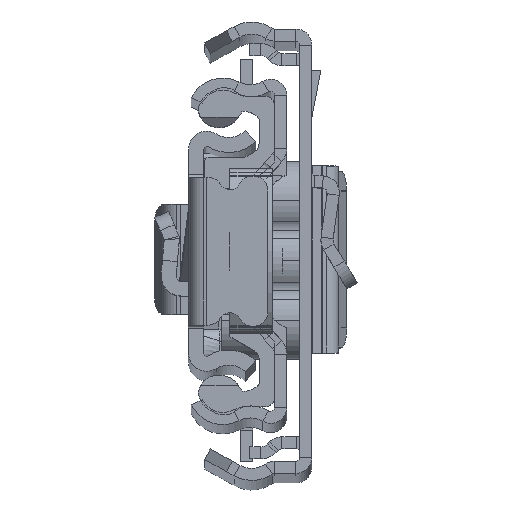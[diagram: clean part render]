
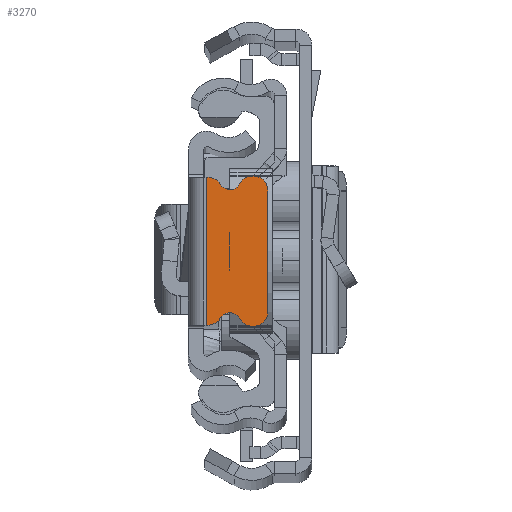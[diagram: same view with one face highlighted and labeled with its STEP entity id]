
A CAD part, top view. The second image highlights one B-rep face of the part: STEP entity #3270.
In plain terms, the highlighted planar face has unit normal (0, 0, 1).
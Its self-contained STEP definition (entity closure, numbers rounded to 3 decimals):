
#303 = VECTOR ( 'NONE', #26478, 1000. ) ;
#659 = DIRECTION ( 'NONE',  ( -1., 0., 0. ) ) ;
#673 = CIRCLE ( 'NONE', #15720, 1.1 ) ;
#1142 = EDGE_CURVE ( 'NONE', #19728, #19701, #9830, .T. ) ;
#1671 = CARTESIAN_POINT ( 'NONE',  ( -1.75, -7.37, 0. ) ) ;
#1777 = ORIENTED_EDGE ( 'NONE', *, *, #23915, .T. ) ;
#1869 = DIRECTION ( 'NONE',  ( 1., 0., 0. ) ) ;
#2143 = CARTESIAN_POINT ( 'NONE',  ( -1.929, -5.87, 0. ) ) ;
#2261 = CARTESIAN_POINT ( 'NONE',  ( -7.929, 6., 0. ) ) ;
#2849 = DIRECTION ( 'NONE',  ( -1., 0., 0. ) ) ;
#3270 = ADVANCED_FACE ( 'NONE', ( #18854 ), #19388, .T. ) ;
#3602 = ORIENTED_EDGE ( 'NONE', *, *, #9406, .T. ) ;
#3624 = DIRECTION ( 'NONE',  ( 0., 0., 1. ) ) ;
#3731 = ORIENTED_EDGE ( 'NONE', *, *, #16033, .F. ) ;
#3754 = DIRECTION ( 'NONE',  ( 1., 0., 0. ) ) ;
#3807 = VECTOR ( 'NONE', #18596, 1000. ) ;
#4173 = EDGE_CURVE ( 'NONE', #9542, #7932, #24934, .T. ) ;
#4764 = DIRECTION ( 'NONE',  ( 1., 0., 0. ) ) ;
#5834 = VERTEX_POINT ( 'NONE', #26179 ) ;
#5913 = EDGE_CURVE ( 'NONE', #24344, #9542, #17112, .T. ) ;
#6750 = VECTOR ( 'NONE', #18444, 1000. ) ;
#6936 = ORIENTED_EDGE ( 'NONE', *, *, #1142, .F. ) ;
#7763 = EDGE_LOOP ( 'NONE', ( #6936, #3731, #3602, #8428, #8502, #17841, #16768, #8129, #1777, #12997 ) ) ;
#7932 = VERTEX_POINT ( 'NONE', #9387 ) ;
#8046 = VECTOR ( 'NONE', #22248, 1000. ) ;
#8129 = ORIENTED_EDGE ( 'NONE', *, *, #9937, .T. ) ;
#8428 = ORIENTED_EDGE ( 'NONE', *, *, #23082, .T. ) ;
#8502 = ORIENTED_EDGE ( 'NONE', *, *, #5913, .T. ) ;
#8635 = VERTEX_POINT ( 'NONE', #19044 ) ;
#8874 = DIRECTION ( 'NONE',  ( 0., 0., 1. ) ) ;
#8933 = AXIS2_PLACEMENT_3D ( 'NONE', #16850, #25059, #4764 ) ;
#9387 = CARTESIAN_POINT ( 'NONE',  ( -7.929, -6., 0. ) ) ;
#9406 = EDGE_CURVE ( 'NONE', #18968, #8635, #22344, .T. ) ;
#9542 = VERTEX_POINT ( 'NONE', #2261 ) ;
#9797 = CARTESIAN_POINT ( 'NONE',  ( -5.109, 6.713, 0. ) ) ;
#9830 = LINE ( 'NONE', #18005, #303 ) ;
#9937 = EDGE_CURVE ( 'NONE', #12489, #5834, #18533, .T. ) ;
#10141 = CARTESIAN_POINT ( 'NONE',  ( -1.929, 7.37, 0. ) ) ;
#11168 = CARTESIAN_POINT ( 'NONE',  ( -1.929, 5.87, 0. ) ) ;
#12054 = CARTESIAN_POINT ( 'NONE',  ( -4.142, -7.236, 0. ) ) ;
#12452 = DIRECTION ( 'NONE',  ( 0., 0., -1. ) ) ;
#12489 = VERTEX_POINT ( 'NONE', #21635 ) ;
#12938 = VERTEX_POINT ( 'NONE', #16086 ) ;
#12997 = ORIENTED_EDGE ( 'NONE', *, *, #15559, .F. ) ;
#13507 = EDGE_CURVE ( 'NONE', #7932, #12489, #21078, .T. ) ;
#13893 = LINE ( 'NONE', #10141, #6750 ) ;
#13976 = CARTESIAN_POINT ( 'NONE',  ( -4.142, 7.236, 0. ) ) ;
#14256 = AXIS2_PLACEMENT_3D ( 'NONE', #12054, #12452, #18217 ) ;
#14993 = AXIS2_PLACEMENT_3D ( 'NONE', #15229, #17099, #2849 ) ;
#15229 = CARTESIAN_POINT ( 'NONE',  ( -6.429, 6., 0. ) ) ;
#15559 = EDGE_CURVE ( 'NONE', #19701, #12938, #16202, .T. ) ;
#15720 = AXIS2_PLACEMENT_3D ( 'NONE', #13976, #26222, #3754 ) ;
#16033 = EDGE_CURVE ( 'NONE', #18968, #19728, #13893, .T. ) ;
#16086 = CARTESIAN_POINT ( 'NONE',  ( -1.929, -7.37, 0. ) ) ;
#16202 = LINE ( 'NONE', #24418, #8046 ) ;
#16768 = ORIENTED_EDGE ( 'NONE', *, *, #13507, .T. ) ;
#16850 = CARTESIAN_POINT ( 'NONE',  ( 544.071, 0., 0. ) ) ;
#17099 = DIRECTION ( 'NONE',  ( 0., 0., 1. ) ) ;
#17112 = CIRCLE ( 'NONE', #14993, 1.5 ) ;
#17841 = ORIENTED_EDGE ( 'NONE', *, *, #4173, .T. ) ;
#18005 = CARTESIAN_POINT ( 'NONE',  ( -1.75, 0., 0. ) ) ;
#18046 = AXIS2_PLACEMENT_3D ( 'NONE', #20564, #24617, #25004 ) ;
#18217 = DIRECTION ( 'NONE',  ( -1., 0., 0. ) ) ;
#18444 = DIRECTION ( 'NONE',  ( 1., 0., 0. ) ) ;
#18533 = CIRCLE ( 'NONE', #14256, 1.1 ) ;
#18596 = DIRECTION ( 'NONE',  ( 0., -1., 0. ) ) ;
#18854 = FACE_OUTER_BOUND ( 'NONE', #7763, .T. ) ;
#18959 = CARTESIAN_POINT ( 'NONE',  ( -1.929, 7.37, 0. ) ) ;
#18968 = VERTEX_POINT ( 'NONE', #18959 ) ;
#19044 = CARTESIAN_POINT ( 'NONE',  ( -3.206, 6.658, 0. ) ) ;
#19388 = PLANE ( 'NONE',  #8933 ) ;
#19701 = VERTEX_POINT ( 'NONE', #1671 ) ;
#19728 = VERTEX_POINT ( 'NONE', #26026 ) ;
#20564 = CARTESIAN_POINT ( 'NONE',  ( -6.429, -6., 0. ) ) ;
#21077 = AXIS2_PLACEMENT_3D ( 'NONE', #11168, #8874, #659 ) ;
#21078 = CIRCLE ( 'NONE', #18046, 1.5 ) ;
#21635 = CARTESIAN_POINT ( 'NONE',  ( -5.109, -6.713, 0. ) ) ;
#22248 = DIRECTION ( 'NONE',  ( -1., 0., 0. ) ) ;
#22344 = CIRCLE ( 'NONE', #21077, 1.5 ) ;
#23082 = EDGE_CURVE ( 'NONE', #8635, #24344, #673, .T. ) ;
#23091 = AXIS2_PLACEMENT_3D ( 'NONE', #2143, #3624, #1869 ) ;
#23915 = EDGE_CURVE ( 'NONE', #5834, #12938, #26598, .T. ) ;
#24174 = CARTESIAN_POINT ( 'NONE',  ( -7.929, -6., 0. ) ) ;
#24344 = VERTEX_POINT ( 'NONE', #9797 ) ;
#24418 = CARTESIAN_POINT ( 'NONE',  ( -1.929, -7.37, 0. ) ) ;
#24617 = DIRECTION ( 'NONE',  ( 0., 0., 1. ) ) ;
#24934 = LINE ( 'NONE', #24174, #3807 ) ;
#25004 = DIRECTION ( 'NONE',  ( 1., 0., 0. ) ) ;
#25059 = DIRECTION ( 'NONE',  ( 0., 0., 1. ) ) ;
#26026 = CARTESIAN_POINT ( 'NONE',  ( -1.75, 7.37, 0. ) ) ;
#26179 = CARTESIAN_POINT ( 'NONE',  ( -3.206, -6.658, 0. ) ) ;
#26222 = DIRECTION ( 'NONE',  ( 0., 0., -1. ) ) ;
#26478 = DIRECTION ( 'NONE',  ( 0., -1., 0. ) ) ;
#26598 = CIRCLE ( 'NONE', #23091, 1.5 ) ;
